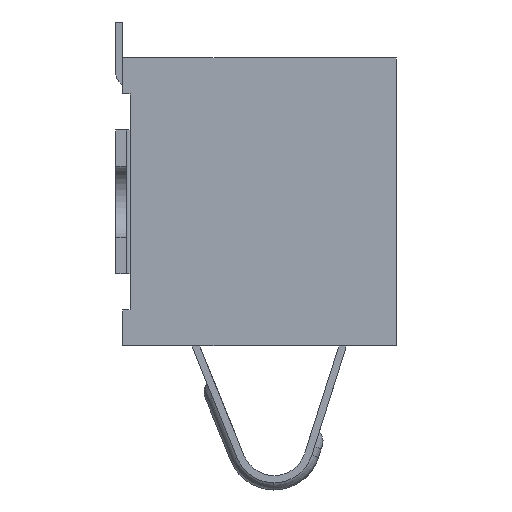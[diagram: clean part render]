
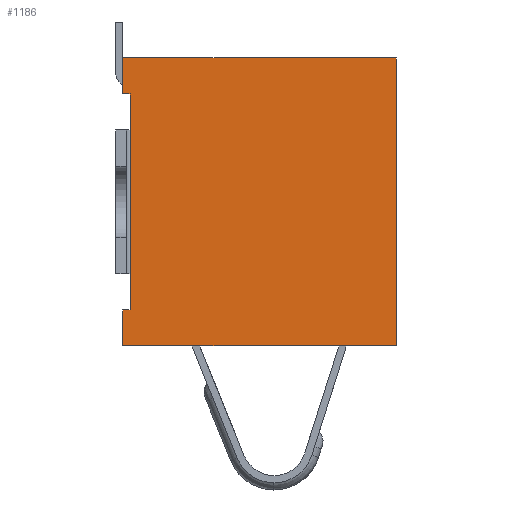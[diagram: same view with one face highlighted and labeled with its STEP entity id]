
A CAD part, left-side view. The second image highlights one B-rep face of the part: STEP entity #1186.
In plain terms, the highlighted planar face has unit normal (-1, 0, 0).
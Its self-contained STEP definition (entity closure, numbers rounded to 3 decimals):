
#42 = DIRECTION ( 'NONE',  ( 0., -1., 0. ) ) ;
#136 = ORIENTED_EDGE ( 'NONE', *, *, #7360, .F. ) ;
#371 = DIRECTION ( 'NONE',  ( 0., 0., 1. ) ) ;
#631 = VECTOR ( 'NONE', #2890, 1000. ) ;
#1163 = CARTESIAN_POINT ( 'NONE',  ( -2., -1.9, 4. ) ) ;
#1186 = ADVANCED_FACE ( 'NONE', ( #9392 ), #4788, .F. ) ;
#1366 = VECTOR ( 'NONE', #9551, 1000. ) ;
#1427 = VECTOR ( 'NONE', #6744, 1000. ) ;
#1496 = CARTESIAN_POINT ( 'NONE',  ( -2., -0.1, 0.5 ) ) ;
#1985 = DIRECTION ( 'NONE',  ( 0., 0., 1. ) ) ;
#2042 = VERTEX_POINT ( 'NONE', #2562 ) ;
#2248 = VERTEX_POINT ( 'NONE', #4848 ) ;
#2300 = EDGE_CURVE ( 'NONE', #2042, #8495, #6848, .T. ) ;
#2562 = CARTESIAN_POINT ( 'NONE',  ( -2., 0., 0. ) ) ;
#2890 = DIRECTION ( 'NONE',  ( 0., -1., 0. ) ) ;
#2907 = CARTESIAN_POINT ( 'NONE',  ( -2., 0., 2. ) ) ;
#2965 = LINE ( 'NONE', #1163, #1366 ) ;
#3072 = EDGE_CURVE ( 'NONE', #4705, #4339, #7757, .T. ) ;
#3124 = CARTESIAN_POINT ( 'NONE',  ( -2., -3.8, 2. ) ) ;
#3454 = VECTOR ( 'NONE', #42, 1000. ) ;
#3607 = LINE ( 'NONE', #5658, #631 ) ;
#3793 = LINE ( 'NONE', #2907, #7023 ) ;
#3965 = LINE ( 'NONE', #11166, #6790 ) ;
#4146 = ORIENTED_EDGE ( 'NONE', *, *, #7019, .F. ) ;
#4173 = VERTEX_POINT ( 'NONE', #4246 ) ;
#4246 = CARTESIAN_POINT ( 'NONE',  ( -2., 0., 4. ) ) ;
#4339 = VERTEX_POINT ( 'NONE', #4348 ) ;
#4348 = CARTESIAN_POINT ( 'NONE',  ( -2., 0., 3.5 ) ) ;
#4511 = ORIENTED_EDGE ( 'NONE', *, *, #6547, .F. ) ;
#4570 = ORIENTED_EDGE ( 'NONE', *, *, #3072, .F. ) ;
#4705 = VERTEX_POINT ( 'NONE', #5541 ) ;
#4738 = CARTESIAN_POINT ( 'NONE',  ( -2., -3.8, 4. ) ) ;
#4788 = PLANE ( 'NONE',  #9013 ) ;
#4848 = CARTESIAN_POINT ( 'NONE',  ( -2., 0., 0.5 ) ) ;
#5032 = CARTESIAN_POINT ( 'NONE',  ( -2., -1.9, 3.5 ) ) ;
#5099 = DIRECTION ( 'NONE',  ( 0., 1., 0. ) ) ;
#5102 = DIRECTION ( 'NONE',  ( 0., 0., -1. ) ) ;
#5245 = EDGE_CURVE ( 'NONE', #4173, #9276, #2965, .T. ) ;
#5541 = CARTESIAN_POINT ( 'NONE',  ( -2., -0.1, 3.5 ) ) ;
#5658 = CARTESIAN_POINT ( 'NONE',  ( -2., -1.9, 0.5 ) ) ;
#6547 = EDGE_CURVE ( 'NONE', #2042, #2248, #3965, .T. ) ;
#6744 = DIRECTION ( 'NONE',  ( 0., 0., 1. ) ) ;
#6790 = VECTOR ( 'NONE', #8382, 1000. ) ;
#6848 = LINE ( 'NONE', #9635, #3454 ) ;
#7019 = EDGE_CURVE ( 'NONE', #4339, #4173, #3793, .T. ) ;
#7023 = VECTOR ( 'NONE', #1985, 1000. ) ;
#7360 = EDGE_CURVE ( 'NONE', #2248, #10392, #3607, .T. ) ;
#7757 = LINE ( 'NONE', #5032, #11360 ) ;
#8382 = DIRECTION ( 'NONE',  ( 0., 0., 1. ) ) ;
#8477 = EDGE_CURVE ( 'NONE', #8495, #9276, #9275, .T. ) ;
#8485 = CARTESIAN_POINT ( 'NONE',  ( -2., -1.9, 2. ) ) ;
#8495 = VERTEX_POINT ( 'NONE', #9647 ) ;
#8676 = CARTESIAN_POINT ( 'NONE',  ( -2., -0.1, 2. ) ) ;
#8875 = ORIENTED_EDGE ( 'NONE', *, *, #5245, .F. ) ;
#9013 = AXIS2_PLACEMENT_3D ( 'NONE', #8485, #11272, #5102 ) ;
#9262 = EDGE_CURVE ( 'NONE', #10392, #4705, #11345, .T. ) ;
#9275 = LINE ( 'NONE', #3124, #1427 ) ;
#9276 = VERTEX_POINT ( 'NONE', #4738 ) ;
#9392 = FACE_OUTER_BOUND ( 'NONE', #10761, .T. ) ;
#9551 = DIRECTION ( 'NONE',  ( 0., -1., 0. ) ) ;
#9635 = CARTESIAN_POINT ( 'NONE',  ( -2., -1.9, 0. ) ) ;
#9647 = CARTESIAN_POINT ( 'NONE',  ( -2., -3.8, 0. ) ) ;
#9739 = ORIENTED_EDGE ( 'NONE', *, *, #2300, .T. ) ;
#9917 = ORIENTED_EDGE ( 'NONE', *, *, #8477, .T. ) ;
#10392 = VERTEX_POINT ( 'NONE', #1496 ) ;
#10552 = ORIENTED_EDGE ( 'NONE', *, *, #9262, .F. ) ;
#10761 = EDGE_LOOP ( 'NONE', ( #4570, #10552, #136, #4511, #9739, #9917, #8875, #4146 ) ) ;
#11166 = CARTESIAN_POINT ( 'NONE',  ( -2., 0., 2. ) ) ;
#11272 = DIRECTION ( 'NONE',  ( 1., 0., 0. ) ) ;
#11345 = LINE ( 'NONE', #8676, #11465 ) ;
#11360 = VECTOR ( 'NONE', #5099, 1000. ) ;
#11465 = VECTOR ( 'NONE', #371, 1000. ) ;
